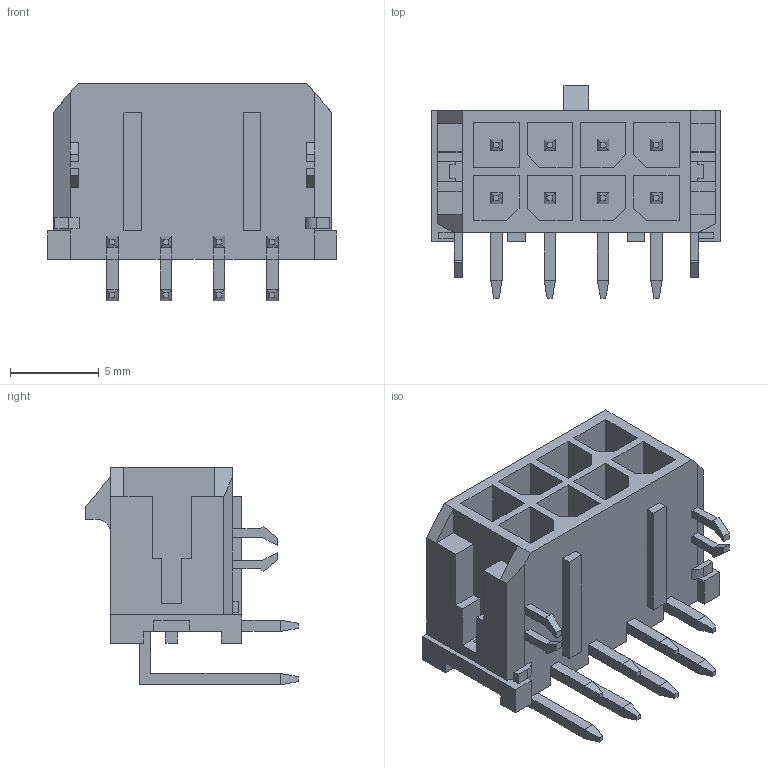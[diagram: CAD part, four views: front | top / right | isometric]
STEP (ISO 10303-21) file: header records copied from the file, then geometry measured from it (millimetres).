
FILE_DESCRIPTION(('STEP AP242'),'1');
FILE_NAME('0430450822.stp','2024-11-08T01:29:26',('TraceParts'),('TraceParts S.A.'),'Spatial InterOp 3D',' ',' ');
FILE_SCHEMA(('AP242_MANAGED_MODEL_BASED_3D_ENGINEERING_MIM_LF {1 0 10303 442 1 1 4}'));
Length unit declared in the file: millimetre
Products named in the file (1): 0430450822_1
Bounding box: 16.2 x 11.95 x 12.24 mm (x, y, z)
Volume: 665 mm3; surface area: 1545.2 mm2
Topology: 1 solids, 1 shells, 413 faces, 1068 edges, 698 vertices
Faces by surface type: plane 409, cylinder 4
Entity records: 12190 total; most frequent: CARTESIAN_POINT 2139, ORIENTED_EDGE 2094, DIRECTION 1926, EDGE_CURVE 1047, LINE 1040, VECTOR 1040, VERTEX_POINT 656, AXIS2_PLACEMENT_3D 443
